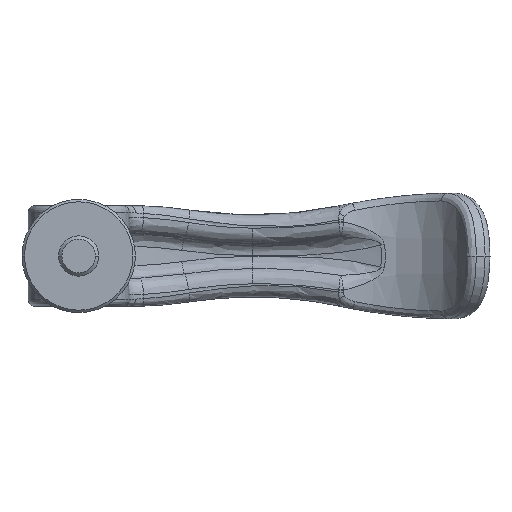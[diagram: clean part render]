
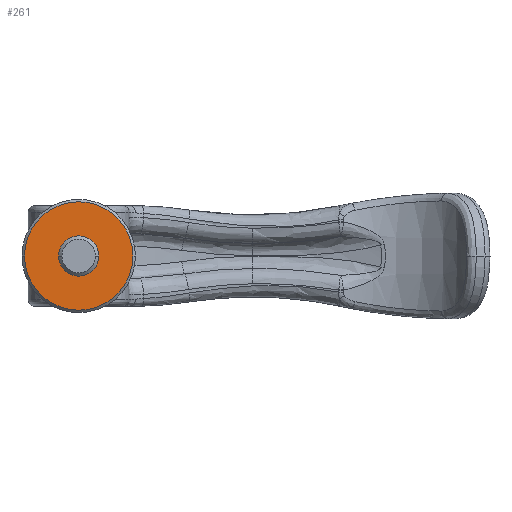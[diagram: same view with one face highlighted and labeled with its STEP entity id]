
A CAD part, front view. The second image highlights one B-rep face of the part: STEP entity #261.
In plain terms, the highlighted planar face has unit normal (0, -1, 0).
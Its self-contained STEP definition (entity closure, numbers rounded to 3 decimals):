
#261=ADVANCED_FACE('',(#620,#621),#622,.T.);
#620=FACE_BOUND('',#1084,.T.);
#621=FACE_OUTER_BOUND('',#1085,.T.);
#622=PLANE('',#1086);
#1084=EDGE_LOOP('',(#11945,#11946));
#1085=EDGE_LOOP('',(#11947,#11948));
#1086=AXIS2_PLACEMENT_3D('',#11949,#11950,#11951);
#11945=ORIENTED_EDGE('',*,*,#12734,.T.);
#11946=ORIENTED_EDGE('',*,*,#12743,.T.);
#11947=ORIENTED_EDGE('',*,*,#12674,.T.);
#11948=ORIENTED_EDGE('',*,*,#12799,.T.);
#11949=CARTESIAN_POINT('',(5.375,0.0,0.0));
#11950=DIRECTION('',(0.,-1.0,0.0));
#11951=DIRECTION('',(0.0,0.0,-1.0));
#12674=EDGE_CURVE('',#13172,#13176,#13178,.T.);
#12734=EDGE_CURVE('',#13270,#13274,#13276,.T.);
#12743=EDGE_CURVE('',#13274,#13270,#13287,.T.);
#12799=EDGE_CURVE('',#13176,#13172,#13353,.T.);
#13172=VERTEX_POINT('',#13883);
#13176=VERTEX_POINT('',#13888);
#13178=CIRCLE('',#13891,10.75);
#13270=VERTEX_POINT('',#14041);
#13274=VERTEX_POINT('',#14046);
#13276=CIRCLE('',#14049,4.0);
#13287=CIRCLE('',#14062,4.0);
#13353=CIRCLE('',#14174,10.75);
#13883=CARTESIAN_POINT('',(10.75,0.0,0.0));
#13888=CARTESIAN_POINT('',(-10.75,0.,0.));
#13891=AXIS2_PLACEMENT_3D('',#18382,#18383,#18384);
#14041=CARTESIAN_POINT('',(4.0,0.0,0.0));
#14046=CARTESIAN_POINT('',(-4.0,0.,0.));
#14049=AXIS2_PLACEMENT_3D('',#18463,#18464,#18465);
#14062=AXIS2_PLACEMENT_3D('',#18477,#18478,#18479);
#14174=AXIS2_PLACEMENT_3D('',#18544,#18545,#18546);
#18382=CARTESIAN_POINT('',(0.,0.,0.0));
#18383=DIRECTION('',(0.,-1.0,0.0));
#18384=DIRECTION('',(1.0,0.,0.0));
#18463=CARTESIAN_POINT('',(0.0,0.0,0.0));
#18464=DIRECTION('',(0.,1.0,0.0));
#18465=DIRECTION('',(1.0,0.,0.0));
#18477=CARTESIAN_POINT('',(0.0,0.0,0.0));
#18478=DIRECTION('',(0.,1.0,0.0));
#18479=DIRECTION('',(1.0,0.,0.0));
#18544=CARTESIAN_POINT('',(0.,0.,0.0));
#18545=DIRECTION('',(0.,-1.0,0.0));
#18546=DIRECTION('',(1.0,0.,0.0));
